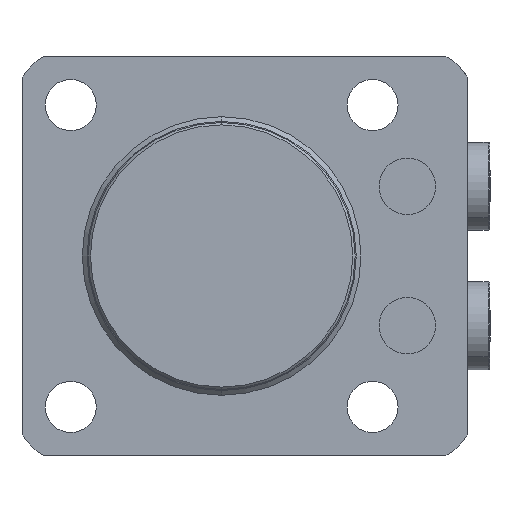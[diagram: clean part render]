
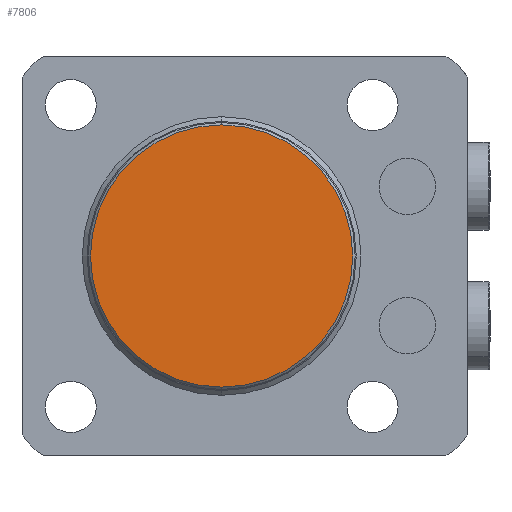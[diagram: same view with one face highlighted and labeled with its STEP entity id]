
A CAD part, front view. The second image highlights one B-rep face of the part: STEP entity #7806.
In plain terms, the highlighted planar face has unit normal (0, -1, 0).
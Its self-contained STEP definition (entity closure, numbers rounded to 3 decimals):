
#2967 = DIRECTION ( 'NONE',  ( 0., -1., 0. ) ) ;
#2968 = CARTESIAN_POINT ( 'NONE',  ( 0., -91., 0. ) ) ;
#2969 = AXIS2_PLACEMENT_3D ( 'NONE', #2968, #2967, #3031 ) ;
#2970 = CIRCLE ( 'NONE', #2969, 28.25 ) ;
#2971 = DIRECTION ( 'NONE',  ( 0., 0., -1. ) ) ;
#2972 = DIRECTION ( 'NONE',  ( 0., -1., 0. ) ) ;
#2973 = CARTESIAN_POINT ( 'NONE',  ( 43., -91., 43. ) ) ;
#2974 = AXIS2_PLACEMENT_3D ( 'NONE', #2973, #2972, #2971 ) ;
#2975 = FACE_OUTER_BOUND ( 'NONE', #7807, .T. ) ;
#2980 = PLANE ( 'NONE',  #2974 ) ;
#3031 = DIRECTION ( 'NONE',  ( 0., 0., -1. ) ) ;
#5457 = CARTESIAN_POINT ( 'NONE',  ( 0., -91., -28.25 ) ) ;
#5470 = CARTESIAN_POINT ( 'NONE',  ( 0., -91., 28.25 ) ) ;
#5481 = DIRECTION ( 'NONE',  ( 0., 0., -1. ) ) ;
#5482 = DIRECTION ( 'NONE',  ( 0., -1., 0. ) ) ;
#5483 = CARTESIAN_POINT ( 'NONE',  ( 0., -91., 0. ) ) ;
#5484 = AXIS2_PLACEMENT_3D ( 'NONE', #5483, #5482, #5481 ) ;
#5485 = CIRCLE ( 'NONE', #5484, 28.25 ) ;
#7806 = ADVANCED_FACE ( 'NONE', ( #2975 ), #2980, .T. ) ;
#7807 = EDGE_LOOP ( 'NONE', ( #7808, #7810 ) ) ;
#7808 = ORIENTED_EDGE ( 'NONE', *, *, #7809, .T. ) ;
#7809 = EDGE_CURVE ( 'NONE', #8998, #9002, #2970, .T. ) ;
#7810 = ORIENTED_EDGE ( 'NONE', *, *, #9011, .T. ) ;
#8998 = VERTEX_POINT ( 'NONE', #5470 ) ;
#9002 = VERTEX_POINT ( 'NONE', #5457 ) ;
#9011 = EDGE_CURVE ( 'NONE', #9002, #8998, #5485, .T. ) ;
